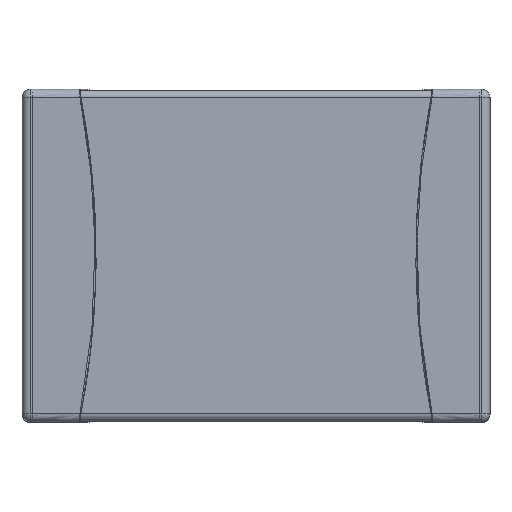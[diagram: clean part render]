
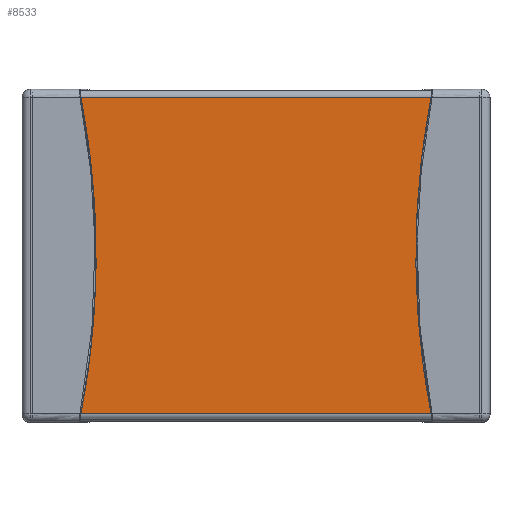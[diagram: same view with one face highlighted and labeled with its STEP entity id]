
A CAD part, top view. The second image highlights one B-rep face of the part: STEP entity #8533.
In plain terms, the highlighted planar face has unit normal (0, 0, 1).
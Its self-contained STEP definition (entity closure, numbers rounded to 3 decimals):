
#7958 = EDGE_CURVE('',#7959,#7961,#7963,.T.);
#7959 = VERTEX_POINT('',#7960);
#7960 = CARTESIAN_POINT('',(-2.15,-1.52,2.8));
#7961 = VERTEX_POINT('',#7962);
#7962 = CARTESIAN_POINT('',(2.15,-1.52,2.8));
#7963 = SURFACE_CURVE('',#7964,(#7968,#7980),.PCURVE_S1.);
#7964 = LINE('',#7965,#7966);
#7965 = CARTESIAN_POINT('',(-2.15,-1.52,2.8));
#7966 = VECTOR('',#7967,1.);
#7967 = DIRECTION('',(1.,0.,0.));
#7968 = PCURVE('',#7969,#7974);
#7969 = CYLINDRICAL_SURFACE('',#7970,0.07);
#7970 = AXIS2_PLACEMENT_3D('',#7971,#7972,#7973);
#7971 = CARTESIAN_POINT('',(-2.15,-1.52,2.73));
#7972 = DIRECTION('',(-1.,0.,0.));
#7973 = DIRECTION('',(0.,1.,0.));
#7974 = DEFINITIONAL_REPRESENTATION('',(#7975),#7979);
#7975 = LINE('',#7976,#7977);
#7976 = CARTESIAN_POINT('',(-1.571,0.));
#7977 = VECTOR('',#7978,1.);
#7978 = DIRECTION('',(-0.,-1.));
#7979 = ( GEOMETRIC_REPRESENTATION_CONTEXT(2) 
PARAMETRIC_REPRESENTATION_CONTEXT() REPRESENTATION_CONTEXT('2D SPACE',''
  ) );
#7980 = PCURVE('',#7981,#7986);
#7981 = PLANE('',#7982);
#7982 = AXIS2_PLACEMENT_3D('',#7983,#7984,#7985);
#7983 = CARTESIAN_POINT('',(-2.15,-1.52,2.8));
#7984 = DIRECTION('',(0.,0.,1.));
#7985 = DIRECTION('',(0.,1.,0.));
#7986 = DEFINITIONAL_REPRESENTATION('',(#7987),#7991);
#7987 = LINE('',#7988,#7989);
#7988 = CARTESIAN_POINT('',(0.,0.));
#7989 = VECTOR('',#7990,1.);
#7990 = DIRECTION('',(0.,-1.));
#7991 = ( GEOMETRIC_REPRESENTATION_CONTEXT(2) 
PARAMETRIC_REPRESENTATION_CONTEXT() REPRESENTATION_CONTEXT('2D SPACE',''
  ) );
#8010 = PLANE('',#8011);
#8011 = AXIS2_PLACEMENT_3D('',#8012,#8013,#8014);
#8012 = CARTESIAN_POINT('',(2.15,0.,1.41));
#8013 = DIRECTION('',(1.,0.,0.));
#8014 = DIRECTION('',(0.,0.,1.));
#8065 = PLANE('',#8066);
#8066 = AXIS2_PLACEMENT_3D('',#8067,#8068,#8069);
#8067 = CARTESIAN_POINT('',(-2.15,0.,1.41));
#8068 = DIRECTION('',(1.,0.,0.));
#8069 = DIRECTION('',(0.,0.,1.));
#8406 = CYLINDRICAL_SURFACE('',#8407,0.07);
#8407 = AXIS2_PLACEMENT_3D('',#8408,#8409,#8410);
#8408 = CARTESIAN_POINT('',(-2.15,1.52,2.73));
#8409 = DIRECTION('',(-1.,0.,0.));
#8410 = DIRECTION('',(0.,1.,0.));
#8466 = VERTEX_POINT('',#8467);
#8467 = CARTESIAN_POINT('',(2.15,1.52,2.8));
#8489 = EDGE_CURVE('',#8490,#8466,#8492,.T.);
#8490 = VERTEX_POINT('',#8491);
#8491 = CARTESIAN_POINT('',(-2.15,1.52,2.8));
#8492 = SURFACE_CURVE('',#8493,(#8497,#8504),.PCURVE_S1.);
#8493 = LINE('',#8494,#8495);
#8494 = CARTESIAN_POINT('',(-2.15,1.52,2.8));
#8495 = VECTOR('',#8496,1.);
#8496 = DIRECTION('',(1.,0.,0.));
#8497 = PCURVE('',#8406,#8498);
#8498 = DEFINITIONAL_REPRESENTATION('',(#8499),#8503);
#8499 = LINE('',#8500,#8501);
#8500 = CARTESIAN_POINT('',(-1.571,0.));
#8501 = VECTOR('',#8502,1.);
#8502 = DIRECTION('',(-0.,-1.));
#8503 = ( GEOMETRIC_REPRESENTATION_CONTEXT(2) 
PARAMETRIC_REPRESENTATION_CONTEXT() REPRESENTATION_CONTEXT('2D SPACE',''
  ) );
#8504 = PCURVE('',#7981,#8505);
#8505 = DEFINITIONAL_REPRESENTATION('',(#8506),#8510);
#8506 = LINE('',#8507,#8508);
#8507 = CARTESIAN_POINT('',(3.04,0.));
#8508 = VECTOR('',#8509,1.);
#8509 = DIRECTION('',(0.,-1.));
#8510 = ( GEOMETRIC_REPRESENTATION_CONTEXT(2) 
PARAMETRIC_REPRESENTATION_CONTEXT() REPRESENTATION_CONTEXT('2D SPACE',''
  ) );
#8533 = ADVANCED_FACE('',(#8534),#7981,.T.);
#8534 = FACE_BOUND('',#8535,.T.);
#8535 = EDGE_LOOP('',(#8536,#8537,#8558,#8559));
#8536 = ORIENTED_EDGE('',*,*,#7958,.T.);
#8537 = ORIENTED_EDGE('',*,*,#8538,.T.);
#8538 = EDGE_CURVE('',#7961,#8466,#8539,.T.);
#8539 = SURFACE_CURVE('',#8540,(#8544,#8551),.PCURVE_S1.);
#8540 = LINE('',#8541,#8542);
#8541 = CARTESIAN_POINT('',(2.15,-1.52,2.8));
#8542 = VECTOR('',#8543,1.);
#8543 = DIRECTION('',(0.,1.,0.));
#8544 = PCURVE('',#7981,#8545);
#8545 = DEFINITIONAL_REPRESENTATION('',(#8546),#8550);
#8546 = LINE('',#8547,#8548);
#8547 = CARTESIAN_POINT('',(0.,-4.3));
#8548 = VECTOR('',#8549,1.);
#8549 = DIRECTION('',(1.,0.));
#8550 = ( GEOMETRIC_REPRESENTATION_CONTEXT(2) 
PARAMETRIC_REPRESENTATION_CONTEXT() REPRESENTATION_CONTEXT('2D SPACE',''
  ) );
#8551 = PCURVE('',#8010,#8552);
#8552 = DEFINITIONAL_REPRESENTATION('',(#8553),#8557);
#8553 = LINE('',#8554,#8555);
#8554 = CARTESIAN_POINT('',(1.39,1.52));
#8555 = VECTOR('',#8556,1.);
#8556 = DIRECTION('',(0.,-1.));
#8557 = ( GEOMETRIC_REPRESENTATION_CONTEXT(2) 
PARAMETRIC_REPRESENTATION_CONTEXT() REPRESENTATION_CONTEXT('2D SPACE',''
  ) );
#8558 = ORIENTED_EDGE('',*,*,#8489,.F.);
#8559 = ORIENTED_EDGE('',*,*,#8560,.F.);
#8560 = EDGE_CURVE('',#7959,#8490,#8561,.T.);
#8561 = SURFACE_CURVE('',#8562,(#8566,#8573),.PCURVE_S1.);
#8562 = LINE('',#8563,#8564);
#8563 = CARTESIAN_POINT('',(-2.15,-1.52,2.8));
#8564 = VECTOR('',#8565,1.);
#8565 = DIRECTION('',(0.,1.,0.));
#8566 = PCURVE('',#7981,#8567);
#8567 = DEFINITIONAL_REPRESENTATION('',(#8568),#8572);
#8568 = LINE('',#8569,#8570);
#8569 = CARTESIAN_POINT('',(0.,0.));
#8570 = VECTOR('',#8571,1.);
#8571 = DIRECTION('',(1.,0.));
#8572 = ( GEOMETRIC_REPRESENTATION_CONTEXT(2) 
PARAMETRIC_REPRESENTATION_CONTEXT() REPRESENTATION_CONTEXT('2D SPACE',''
  ) );
#8573 = PCURVE('',#8065,#8574);
#8574 = DEFINITIONAL_REPRESENTATION('',(#8575),#8579);
#8575 = LINE('',#8576,#8577);
#8576 = CARTESIAN_POINT('',(1.39,1.52));
#8577 = VECTOR('',#8578,1.);
#8578 = DIRECTION('',(0.,-1.));
#8579 = ( GEOMETRIC_REPRESENTATION_CONTEXT(2) 
PARAMETRIC_REPRESENTATION_CONTEXT() REPRESENTATION_CONTEXT('2D SPACE',''
  ) );
